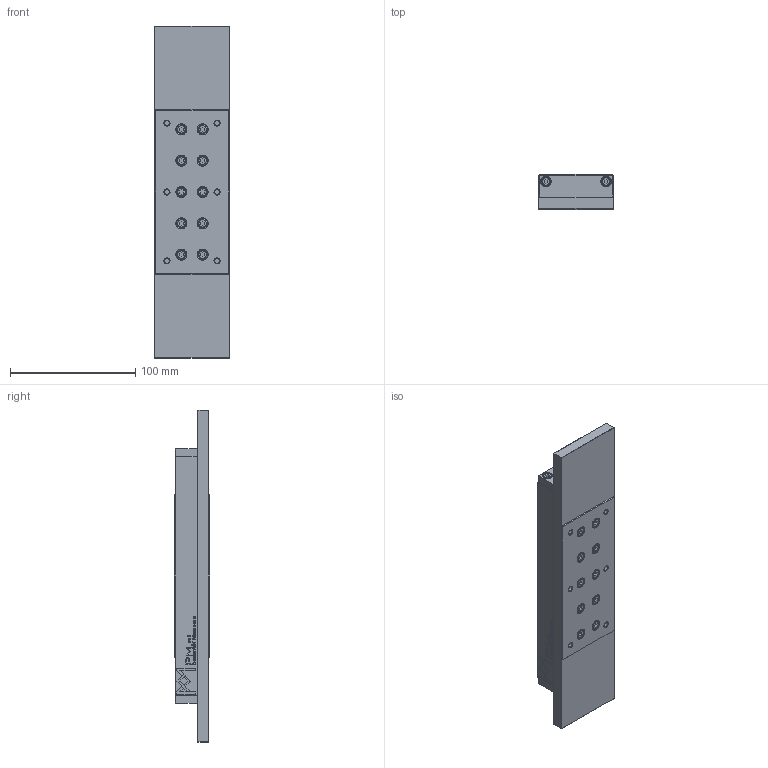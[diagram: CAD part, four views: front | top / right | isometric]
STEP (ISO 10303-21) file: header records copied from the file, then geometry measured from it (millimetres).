
FILE_DESCRIPTION(/* description */ (''),/* implementation_level */ '2;1');
FILE_NAME(/* name */ 'RTNG-3125.stp',/* time_stamp */ '2024-10-01T12:06:14+02:00',/* author */ (''),/* organization */ (''),/* preprocessor_version */ 'ST-DEVELOPER v16.7',/* originating_system */ 'SIEMENS PLM Software NX 12.0',/* authorisation */ '');
FILE_SCHEMA (('AUTOMOTIVE_DESIGN { 1 0 10303 214 3 1 1 1 }'));
Length unit declared in the file: millimetre
Products named in the file (1): RTNG-3125_stp
Bounding box: 59.5 x 28 x 265 mm (x, y, z)
Volume: 318710.4 mm3; surface area: 94398 mm2
Topology: 4 solids, 4 shells, 1243 faces, 3107 edges, 2000 vertices
Faces by surface type: plane 804, bspline 180, cylinder 135, cone 76, torus 48
Entity records: 41722 total; most frequent: CARTESIAN_POINT 8835, ORIENTED_EDGE 6214, DIRECTION 5349, EDGE_CURVE 3107, LINE 2273, VECTOR 2273, VERTEX_POINT 2000, AXIS2_PLACEMENT_3D 1538
